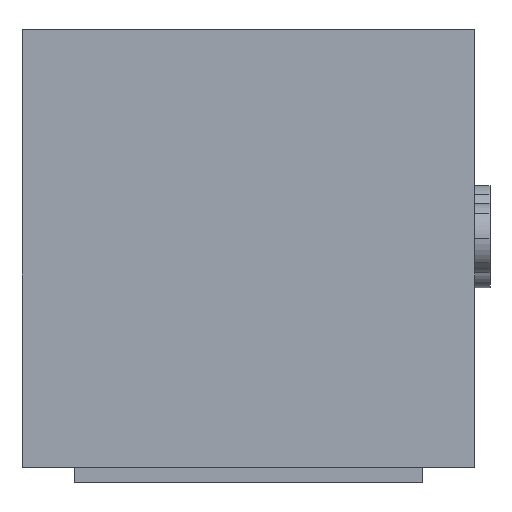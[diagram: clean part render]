
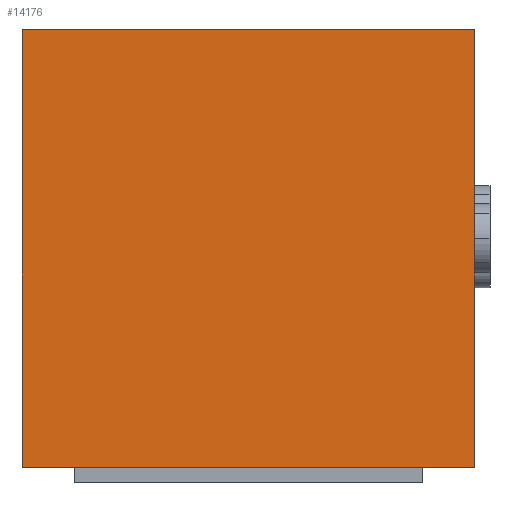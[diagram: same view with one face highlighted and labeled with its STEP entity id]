
A CAD part, left-side view. The second image highlights one B-rep face of the part: STEP entity #14176.
In plain terms, the highlighted planar face has unit normal (-1, 0, 0).
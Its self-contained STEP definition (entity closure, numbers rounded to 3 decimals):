
#182 = EDGE_CURVE ( 'NONE', #13944, #12999, #13136, .T. ) ;
#217 = ORIENTED_EDGE ( 'NONE', *, *, #182, .T. ) ;
#1327 = VECTOR ( 'NONE', #2621, 1000. ) ;
#1470 = VECTOR ( 'NONE', #4806, 1000. ) ;
#2283 = VERTEX_POINT ( 'NONE', #6066 ) ;
#2541 = CARTESIAN_POINT ( 'NONE',  ( -0.3, -0.15, -0.29 ) ) ;
#2621 = DIRECTION ( 'NONE',  ( 0., 0., 1. ) ) ;
#2947 = DIRECTION ( 'NONE',  ( 0., -1., 0. ) ) ;
#3149 = CARTESIAN_POINT ( 'NONE',  ( -0.3, 0.15, -0.29 ) ) ;
#3840 = PLANE ( 'NONE',  #10604 ) ;
#3879 = EDGE_LOOP ( 'NONE', ( #14248, #7278, #8473, #217 ) ) ;
#4690 = CARTESIAN_POINT ( 'NONE',  ( -0.3, 0.15, 0. ) ) ;
#4806 = DIRECTION ( 'NONE',  ( 0., -1., 0. ) ) ;
#4839 = FACE_OUTER_BOUND ( 'NONE', #3879, .T. ) ;
#5082 = CARTESIAN_POINT ( 'NONE',  ( -0.3, 0.15, 0. ) ) ;
#5910 = EDGE_CURVE ( 'NONE', #12856, #12999, #9821, .T. ) ;
#6066 = CARTESIAN_POINT ( 'NONE',  ( -0.3, 0.15, -0.29 ) ) ;
#6137 = DIRECTION ( 'NONE',  ( 0., 0., 1. ) ) ;
#6360 = LINE ( 'NONE', #9754, #7180 ) ;
#7180 = VECTOR ( 'NONE', #6137, 1000. ) ;
#7278 = ORIENTED_EDGE ( 'NONE', *, *, #14395, .F. ) ;
#8473 = ORIENTED_EDGE ( 'NONE', *, *, #11173, .T. ) ;
#8869 = DIRECTION ( 'NONE',  ( 0., 0., 1. ) ) ;
#9754 = CARTESIAN_POINT ( 'NONE',  ( -0.3, 0.15, -0.29 ) ) ;
#9821 = LINE ( 'NONE', #5082, #13238 ) ;
#10604 = AXIS2_PLACEMENT_3D ( 'NONE', #3149, #14879, #8869 ) ;
#10612 = CARTESIAN_POINT ( 'NONE',  ( -0.3, 0.15, -0.29 ) ) ;
#11173 = EDGE_CURVE ( 'NONE', #2283, #13944, #14173, .T. ) ;
#12856 = VERTEX_POINT ( 'NONE', #4690 ) ;
#12999 = VERTEX_POINT ( 'NONE', #14948 ) ;
#13068 = CARTESIAN_POINT ( 'NONE',  ( -0.3, -0.15, -0.29 ) ) ;
#13136 = LINE ( 'NONE', #13068, #1327 ) ;
#13238 = VECTOR ( 'NONE', #2947, 1000. ) ;
#13944 = VERTEX_POINT ( 'NONE', #2541 ) ;
#14173 = LINE ( 'NONE', #10612, #1470 ) ;
#14176 = ADVANCED_FACE ( 'NONE', ( #4839 ), #3840, .T. ) ;
#14248 = ORIENTED_EDGE ( 'NONE', *, *, #5910, .F. ) ;
#14395 = EDGE_CURVE ( 'NONE', #2283, #12856, #6360, .T. ) ;
#14879 = DIRECTION ( 'NONE',  ( -1., 0., 0. ) ) ;
#14948 = CARTESIAN_POINT ( 'NONE',  ( -0.3, -0.15, 0. ) ) ;
